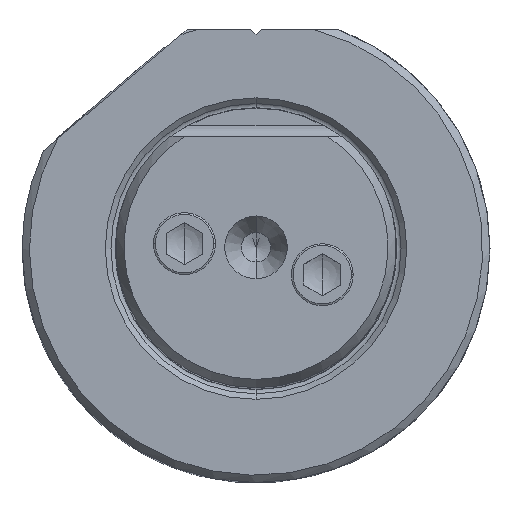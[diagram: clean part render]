
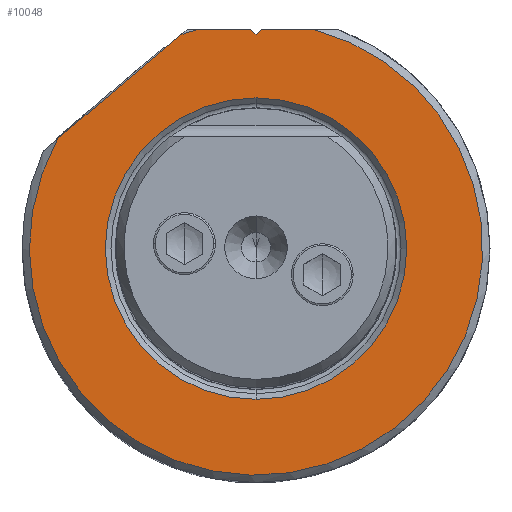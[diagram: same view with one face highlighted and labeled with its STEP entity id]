
A CAD part, top view. The second image highlights one B-rep face of the part: STEP entity #10048.
In plain terms, the highlighted planar face has unit normal (0, 0, 1).
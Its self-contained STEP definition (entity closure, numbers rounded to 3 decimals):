
#3287=DIRECTION('',(0.707,-0.707,0.));
#3288=VECTOR('',#3287,0.5);
#3289=CARTESIAN_POINT('',(-0.354,14.875,0.));
#3290=LINE('',#3289,#3288);
#3294=DIRECTION('',(0.707,0.707,0.));
#3295=VECTOR('',#3294,0.5);
#3296=CARTESIAN_POINT('',(0.,14.521,
0.));
#3297=LINE('',#3296,#3295);
#3301=DIRECTION('',(1.,0.,0.));
#3302=VECTOR('',#3301,3.536);
#3303=CARTESIAN_POINT('',(0.354,14.875,0.));
#3304=LINE('',#3303,#3302);
#3308=CARTESIAN_POINT('',(0.,0.,0.));
#3309=DIRECTION('',(0.,0.,-1.));
#3310=DIRECTION('',(0.253,0.967,0.));
#3311=AXIS2_PLACEMENT_3D('',#3308,#3309,#3310);
#3316=DIRECTION('',(0.764,0.646,0.));
#3317=VECTOR('',#3316,10.909);
#3318=CARTESIAN_POINT('',(-13.445,7.458,
0.));
#3319=LINE('',#3318,#3317);
#3323=CARTESIAN_POINT('',(0.,0.,0.));
#3324=DIRECTION('',(0.,0.,-1.));
#3325=DIRECTION('',(-0.333,0.943,0.));
#3326=AXIS2_PLACEMENT_3D('',#3323,#3324,#3325);
#3331=DIRECTION('',(1.,0.,0.));
#3332=VECTOR('',#3331,3.536);
#3333=CARTESIAN_POINT('',(-3.889,14.875,0.));
#3334=LINE('',#3333,#3332);
#3338=CARTESIAN_POINT('',(0.,0.,
0.));
#3339=DIRECTION('',(0.,0.,1.));
#3340=DIRECTION('',(0.,1.,0.));
#3341=AXIS2_PLACEMENT_3D('',#3338,#3339,#3340);
#3346=CARTESIAN_POINT('',(0.,0.,
0.));
#3347=DIRECTION('',(0.,0.,1.));
#3348=DIRECTION('',(0.,-1.,0.));
#3349=AXIS2_PLACEMENT_3D('',#3346,#3347,#3348);
#5697=CARTESIAN_POINT('',(-0.354,14.875,0.));
#5698=VERTEX_POINT('',#5697);
#5701=CARTESIAN_POINT('',(0.354,14.875,0.));
#5702=VERTEX_POINT('',#5701);
#5703=CARTESIAN_POINT('',(0.,14.521,
0.));
#5704=VERTEX_POINT('',#5703);
#5705=CARTESIAN_POINT('',(3.889,14.875,0.));
#5706=VERTEX_POINT('',#5705);
#5707=CARTESIAN_POINT('',(-13.445,7.458,
0.));
#5708=CARTESIAN_POINT('',(-5.113,14.5,0.));
#5709=VERTEX_POINT('',#5707);
#5710=VERTEX_POINT('',#5708);
#5711=CARTESIAN_POINT('',(-3.889,14.875,0.));
#5712=VERTEX_POINT('',#5711);
#5713=CARTESIAN_POINT('',(0.,10.225,0.));
#5714=CARTESIAN_POINT('',(0.,-10.225,0.));
#5715=VERTEX_POINT('',#5713);
#5716=VERTEX_POINT('',#5714);
#10025=CARTESIAN_POINT('',(0.003,-0.251,
0.));
#10026=DIRECTION('',(0.,0.,1.));
#10027=DIRECTION('',(0.,-1.,0.));
#10028=AXIS2_PLACEMENT_3D('',#10025,#10026,#10027);
#10029=PLANE('',#10028);
#10031=ORIENTED_EDGE('',*,*,#10030,.T.);
#10032=ORIENTED_EDGE('',*,*,#10011,.T.);
#10033=ORIENTED_EDGE('',*,*,#9628,.T.);
#10034=ORIENTED_EDGE('',*,*,#9652,.T.);
#10035=ORIENTED_EDGE('',*,*,#9678,.T.);
#10037=ORIENTED_EDGE('',*,*,#10036,.T.);
#10039=ORIENTED_EDGE('',*,*,#10038,.T.);
#10040=EDGE_LOOP('',(#10031,#10032,#10033,#10034,#10035,#10037,#10039));
#10041=FACE_OUTER_BOUND('',#10040,.F.);
#10043=ORIENTED_EDGE('',*,*,#10042,.T.);
#10045=ORIENTED_EDGE('',*,*,#10044,.T.);
#10046=EDGE_LOOP('',(#10043,#10045));
#10047=FACE_BOUND('',#10046,.F.);
#3312=CIRCLE('',#3311,15.375);
#3327=CIRCLE('',#3326,15.375);
#3342=CIRCLE('',#3341,10.225);
#3350=CIRCLE('',#3349,10.225);
#9628=EDGE_CURVE('',#5702,#5706,#3304,.T.);
#9652=EDGE_CURVE('',#5706,#5709,#3312,.T.);
#9678=EDGE_CURVE('',#5709,#5710,#3319,.T.);
#10011=EDGE_CURVE('',#5704,#5702,#3297,.T.);
#10030=EDGE_CURVE('',#5698,#5704,#3290,.T.);
#10036=EDGE_CURVE('',#5710,#5712,#3327,.T.);
#10038=EDGE_CURVE('',#5712,#5698,#3334,.T.);
#10042=EDGE_CURVE('',#5715,#5716,#3342,.T.);
#10044=EDGE_CURVE('',#5716,#5715,#3350,.T.);
#10048=ADVANCED_FACE('',(#10041,#10047),#10029,.T.);
